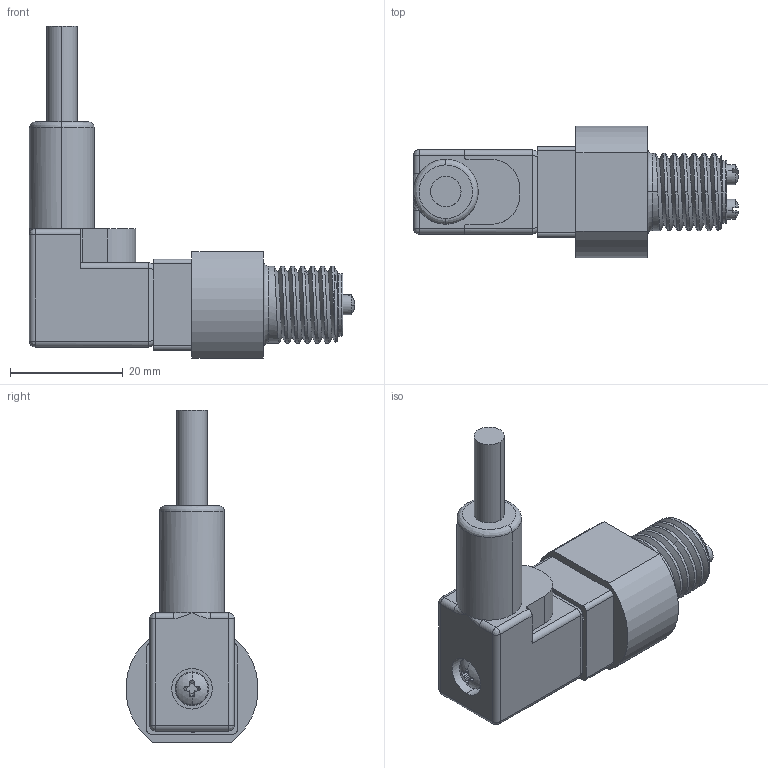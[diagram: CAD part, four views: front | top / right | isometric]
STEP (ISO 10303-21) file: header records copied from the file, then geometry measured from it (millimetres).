
FILE_DESCRIPTION (( 'STEP AP214' ), '1' );
FILE_NAME ('FPS025.STEP', '2014-05-13T21:32:42', ( '' ), ( '' ), 'SwSTEP 2.0', 'SolidWorks 2014', '' );
FILE_SCHEMA (( 'AUTOMOTIVE_DESIGN' ));
Length unit declared in the file: inch
Products named in the file (2): FPS025
Bounding box: 57.74 x 23.41 x 58.96 mm (x, y, z)
Surface area: 6172.4 mm2 (no closed solid volume)
Topology: 0 solids, 8 shells, 157 faces, 537 edges, 380 vertices
Faces by surface type: cylinder 58, plane 53, bspline 17, sphere 14, torus 8, cone 7
Entity records: 10578 total; most frequent: CARTESIAN_POINT 4134, ORIENTED_EDGE 888, DIRECTION 850, EDGE_CURVE 531, VERTEX_POINT 380, AXIS2_PLACEMENT_3D 322, VECTOR 206, LINE 206
